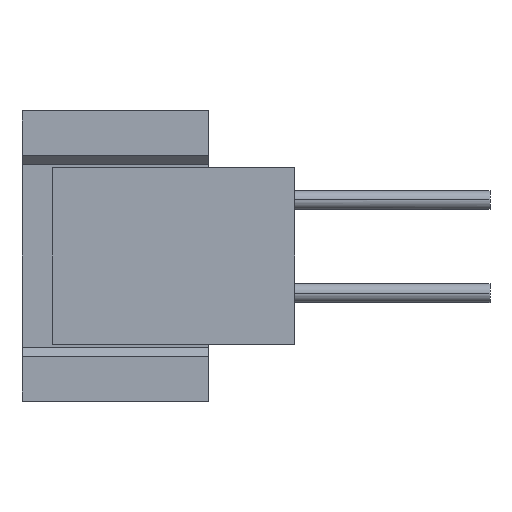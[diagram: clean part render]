
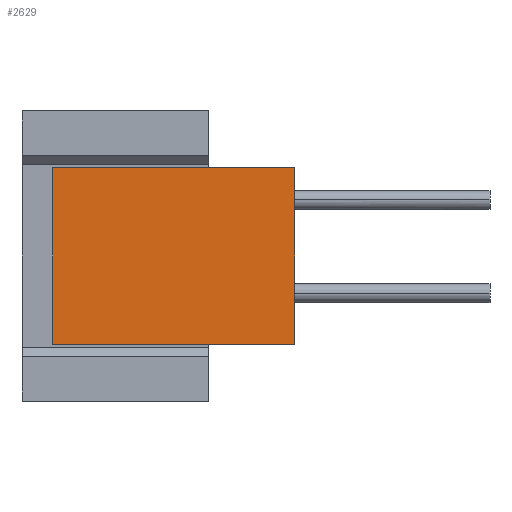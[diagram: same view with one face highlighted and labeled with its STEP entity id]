
A CAD part, left-side view. The second image highlights one B-rep face of the part: STEP entity #2629.
In plain terms, the highlighted planar face has unit normal (-1, 0, 0).
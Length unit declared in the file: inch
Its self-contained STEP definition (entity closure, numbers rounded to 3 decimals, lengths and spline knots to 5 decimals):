
#505=DIRECTION('',(0.,0.,1.));
#506=VECTOR('',#505,0.19);
#507=CARTESIAN_POINT('',(-0.375,0.,-0.095));
#508=LINE('',#507,#506);
#674=DIRECTION('',(0.,0.,1.));
#675=VECTOR('',#674,0.19);
#676=CARTESIAN_POINT('',(-0.375,0.26,-0.095));
#677=LINE('',#676,#675);
#716=DIRECTION('',(0.,1.,0.));
#717=VECTOR('',#716,0.26);
#718=CARTESIAN_POINT('',(-0.375,0.,0.095));
#719=LINE('',#718,#717);
#1289=DIRECTION('',(0.,1.,0.));
#1290=VECTOR('',#1289,0.26);
#1291=CARTESIAN_POINT('',(-0.375,0.,-0.095));
#1292=LINE('',#1291,#1290);
#1330=CARTESIAN_POINT('',(-0.375,0.,-0.095));
#1331=CARTESIAN_POINT('',(-0.375,0.,0.095));
#1332=VERTEX_POINT('',#1330);
#1333=VERTEX_POINT('',#1331);
#1334=CARTESIAN_POINT('',(-0.375,0.26,-0.095));
#1335=CARTESIAN_POINT('',(-0.375,0.26,0.095));
#1336=VERTEX_POINT('',#1334);
#1337=VERTEX_POINT('',#1335);
#2618=CARTESIAN_POINT('',(-0.375,0.,-0.095));
#2619=DIRECTION('',(-1.,0.,0.));
#2620=DIRECTION('',(0.,0.,1.));
#2621=AXIS2_PLACEMENT_3D('',#2618,#2619,#2620);
#2622=PLANE('',#2621);
#2623=ORIENTED_EDGE('',*,*,#1993,.F.);
#2624=ORIENTED_EDGE('',*,*,#2075,.T.);
#2625=ORIENTED_EDGE('',*,*,#2118,.T.);
#2626=ORIENTED_EDGE('',*,*,#2137,.F.);
#2627=EDGE_LOOP('',(#2623,#2624,#2625,#2626));
#2628=FACE_OUTER_BOUND('',#2627,.F.);
#1993=EDGE_CURVE('',#1332,#1333,#508,.T.);
#2075=EDGE_CURVE('',#1332,#1336,#1292,.T.);
#2118=EDGE_CURVE('',#1336,#1337,#677,.T.);
#2137=EDGE_CURVE('',#1333,#1337,#719,.T.);
#2629=ADVANCED_FACE('',(#2628),#2622,.T.);
